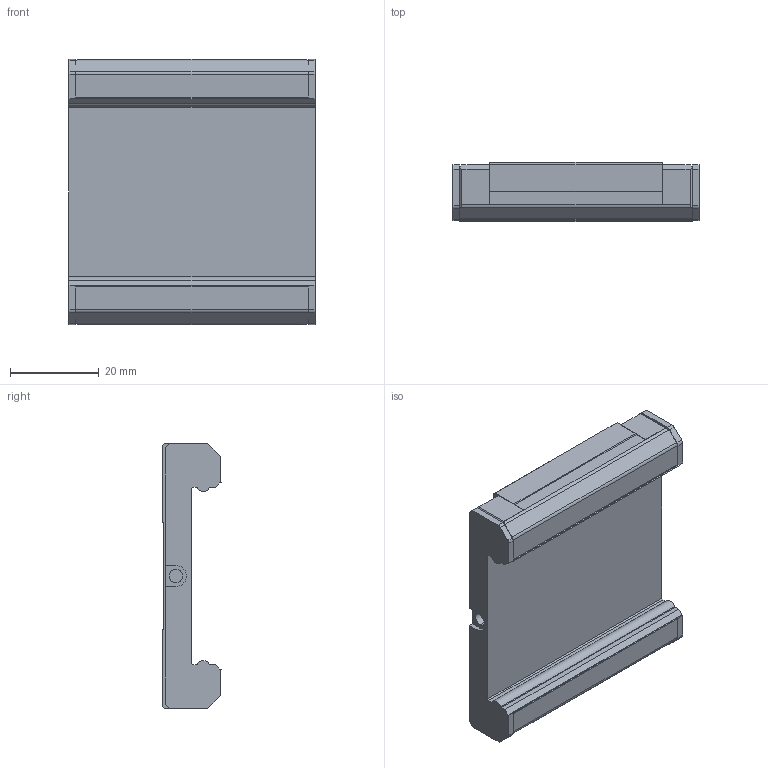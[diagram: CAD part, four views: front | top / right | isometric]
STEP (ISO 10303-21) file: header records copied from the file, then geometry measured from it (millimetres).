
FILE_DESCRIPTION (( 'STEP AP214' ), '1' );
FILE_NAME ('SRS15WMSS, Føringsvogn, Bondy.STEP', '2020-06-15T08:22:49', ( '' ), ( '' ), 'SwSTEP 2.0', 'SolidWorks 2020', '' );
FILE_SCHEMA (( 'AUTOMOTIVE_DESIGN' ));
Length unit declared in the file: millimetre
Products named in the file (2): _SRS15WMSS1 Slider; SRS15WMSS, Føringsvogn, Bondy
Assembly tree (1 placements, depth 2):
  SRS15WMSS, Føringsvogn, Bondy
    _SRS15WMSS1 Slider
Bounding box: 55.5 x 13.3 x 60 mm (x, y, z)
Volume: 27106.6 mm3; surface area: 10051.8 mm2
Topology: 1 solids, 1 shells, 151 faces, 413 edges, 258 vertices
Faces by surface type: plane 99, cylinder 36, cone 16
Entity records: 4733 total; most frequent: CARTESIAN_POINT 830, ORIENTED_EDGE 810, DIRECTION 799, EDGE_CURVE 405, LINE 313, VECTOR 313, VERTEX_POINT 258, AXIS2_PLACEMENT_3D 243
